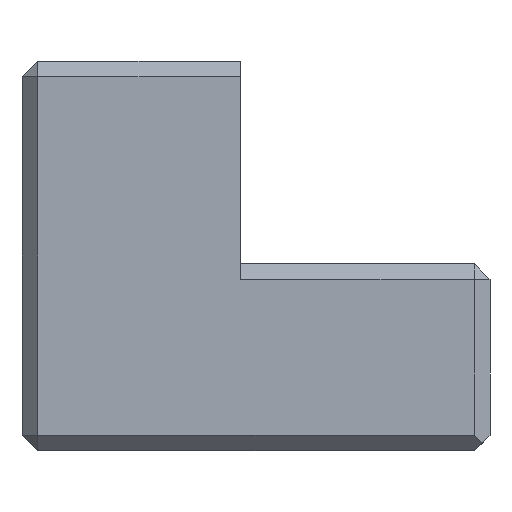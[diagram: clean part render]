
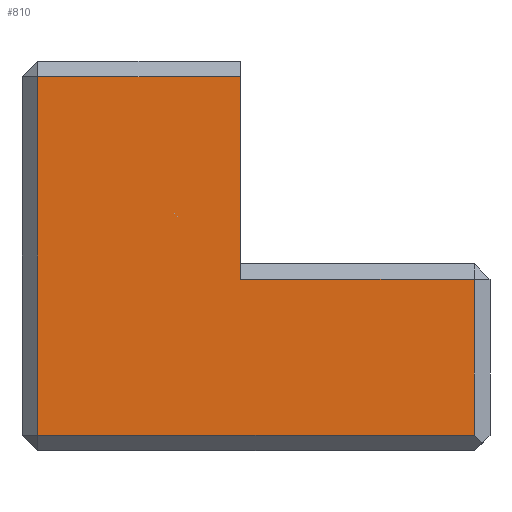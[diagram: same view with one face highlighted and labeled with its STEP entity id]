
A CAD part, front view. The second image highlights one B-rep face of the part: STEP entity #810.
In plain terms, the highlighted planar face has unit normal (0, -1, 0).
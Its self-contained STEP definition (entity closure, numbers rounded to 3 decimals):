
#129=PLANE('',#884);
#163=FACE_OUTER_BOUND('',#208,.T.);
#208=EDGE_LOOP('',(#650,#651,#652,#653,#654,#655));
#270=LINE('',#1258,#347);
#274=LINE('',#1265,#351);
#286=LINE('',#1288,#363);
#288=LINE('',#1293,#365);
#289=LINE('',#1295,#366);
#290=LINE('',#1296,#367);
#347=VECTOR('',#995,10.);
#351=VECTOR('',#1001,10.);
#363=VECTOR('',#1025,10.);
#365=VECTOR('',#1031,10.);
#366=VECTOR('',#1032,10.);
#367=VECTOR('',#1033,10.);
#448=VERTEX_POINT('',#1255);
#449=VERTEX_POINT('',#1257);
#451=VERTEX_POINT('',#1263);
#456=VERTEX_POINT('',#1286);
#457=VERTEX_POINT('',#1292);
#458=VERTEX_POINT('',#1294);
#511=EDGE_CURVE('',#448,#449,#270,.T.);
#515=EDGE_CURVE('',#451,#448,#274,.T.);
#527=EDGE_CURVE('',#456,#451,#286,.T.);
#529=EDGE_CURVE('',#456,#457,#288,.T.);
#530=EDGE_CURVE('',#458,#457,#289,.T.);
#531=EDGE_CURVE('',#449,#458,#290,.T.);
#650=ORIENTED_EDGE('',*,*,#515,.F.);
#651=ORIENTED_EDGE('',*,*,#527,.F.);
#652=ORIENTED_EDGE('',*,*,#529,.T.);
#653=ORIENTED_EDGE('',*,*,#530,.F.);
#654=ORIENTED_EDGE('',*,*,#531,.F.);
#655=ORIENTED_EDGE('',*,*,#511,.F.);
#810=ADVANCED_FACE('',(#163),#129,.T.);
#884=AXIS2_PLACEMENT_3D('',#1291,#1029,#1030);
#995=DIRECTION('',(-1.,0.,0.));
#1001=DIRECTION('',(0.,0.,-1.));
#1025=DIRECTION('',(1.,0.,0.));
#1029=DIRECTION('center_axis',(0.,-1.,0.));
#1030=DIRECTION('ref_axis',(1.,0.,0.));
#1031=DIRECTION('',(0.,0.,1.));
#1032=DIRECTION('',(1.,0.,0.));
#1033=DIRECTION('',(0.,0.,1.));
#1255=CARTESIAN_POINT('',(14.,-100.,-11.5));
#1257=CARTESIAN_POINT('',(-14.,-100.,-11.5));
#1258=CARTESIAN_POINT('',(-7.5,-100.,-11.5));
#1263=CARTESIAN_POINT('',(14.,-100.,-1.5));
#1265=CARTESIAN_POINT('',(14.,-100.,0.));
#1286=CARTESIAN_POINT('',(-1.,-100.,-1.5));
#1288=CARTESIAN_POINT('',(-8.,-100.,-1.5));
#1291=CARTESIAN_POINT('Origin',(-15.,-100.,0.));
#1292=CARTESIAN_POINT('',(-1.,-100.,11.5));
#1293=CARTESIAN_POINT('',(-1.,-100.,6.25));
#1294=CARTESIAN_POINT('',(-14.,-100.,11.5));
#1295=CARTESIAN_POINT('',(-7.5,-100.,11.5));
#1296=CARTESIAN_POINT('',(-14.,-100.,0.));
